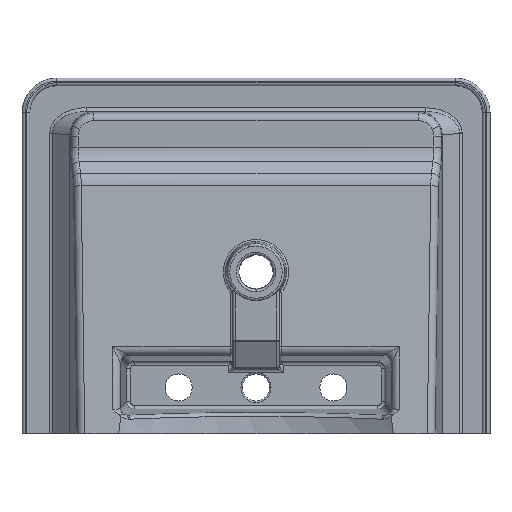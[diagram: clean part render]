
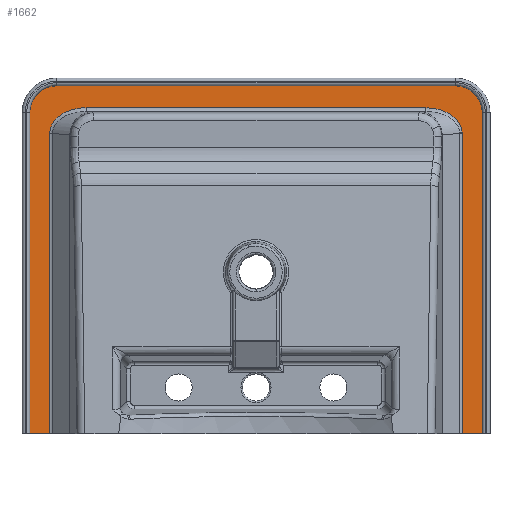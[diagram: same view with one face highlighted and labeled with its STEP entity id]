
A CAD part, front view. The second image highlights one B-rep face of the part: STEP entity #1662.
In plain terms, the highlighted planar face has unit normal (0, -1, 0).
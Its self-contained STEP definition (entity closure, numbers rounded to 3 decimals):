
#104 = AXIS2_PLACEMENT_3D ( 'NONE', #14294, #13119, #13045 ) ;
#116 = CARTESIAN_POINT ( 'NONE',  ( -257.5, -52., 220. ) ) ;
#333 = CARTESIAN_POINT ( 'NONE',  ( -219.701, -52., 191.638 ) ) ;
#758 = CARTESIAN_POINT ( 'NONE',  ( 266.571, -52., -230. ) ) ;
#925 = VERTEX_POINT ( 'NONE', #6115 ) ;
#943 = VERTEX_POINT ( 'NONE', #2720 ) ;
#964 = DIRECTION ( 'NONE',  ( 0., 0., 1. ) ) ;
#976 = VECTOR ( 'NONE', #10435, 1000. ) ;
#1063 = EDGE_CURVE ( 'NONE', #13432, #2716, #5898, .T. ) ;
#1160 = DIRECTION ( 'NONE',  ( 0., 1., 0. ) ) ;
#1220 = CARTESIAN_POINT ( 'NONE',  ( 266.501, -52., 160.259 ) ) ;
#1424 = CIRCLE ( 'NONE', #4248, 35. ) ;
#1578 = VERTEX_POINT ( 'NONE', #10983 ) ;
#1662 = ADVANCED_FACE ( 'NONE', ( #10099 ), #12361, .T. ) ;
#1960 = EDGE_CURVE ( 'NONE', #2716, #4856, #7388, .T. ) ;
#2217 = ORIENTED_EDGE ( 'NONE', *, *, #8615, .T. ) ;
#2299 = DIRECTION ( 'NONE',  ( 0., -1., 0. ) ) ;
#2303 = LINE ( 'NONE', #2443, #12180 ) ;
#2443 = CARTESIAN_POINT ( 'NONE',  ( -302.5, -52., -230. ) ) ;
#2562 = VERTEX_POINT ( 'NONE', #10513 ) ;
#2654 = VECTOR ( 'NONE', #13930, 1000. ) ;
#2656 = EDGE_LOOP ( 'NONE', ( #2217, #14426, #10959, #9821, #13561, #6614, #5582, #9300, #13782, #12507, #12406, #10854, #11564 ) ) ;
#2716 = VERTEX_POINT ( 'NONE', #2820 ) ;
#2720 = CARTESIAN_POINT ( 'NONE',  ( 266.571, -52., 158.402 ) ) ;
#2737 = CARTESIAN_POINT ( 'NONE',  ( 292.5, -52., 185. ) ) ;
#2820 = CARTESIAN_POINT ( 'NONE',  ( 257.5, -52., 220. ) ) ;
#2829 = EDGE_CURVE ( 'NONE', #943, #13725, #13853, .T. ) ;
#3167 = CARTESIAN_POINT ( 'NONE',  ( -266.571, -52., 185. ) ) ;
#3492 = CARTESIAN_POINT ( 'NONE',  ( 266.571, -52., 158.402 ) ) ;
#3905 =( BOUNDED_CURVE ( )  B_SPLINE_CURVE ( 3, ( #6403, #13231, #13081, #12054 ),
 .UNSPECIFIED., .F., .F. ) 
 B_SPLINE_CURVE_WITH_KNOTS ( ( 4, 4 ),
 ( 4.819, 6.283 ),
 .UNSPECIFIED. ) 
 CURVE ( )  GEOMETRIC_REPRESENTATION_ITEM ( )  RATIONAL_B_SPLINE_CURVE ( ( 1., 0.829, 0.829, 1. ) ) 
 REPRESENTATION_ITEM ( '' )  );
#4248 = AXIS2_PLACEMENT_3D ( 'NONE', #4690, #1160, #9321 ) ;
#4409 = EDGE_CURVE ( 'NONE', #4712, #6825, #12474, .T. ) ;
#4442 = CARTESIAN_POINT ( 'NONE',  ( -266.571, -52., 158.402 ) ) ;
#4607 = CARTESIAN_POINT ( 'NONE',  ( 266.571, -52., 159.022 ) ) ;
#4690 = CARTESIAN_POINT ( 'NONE',  ( -257.5, -52., 185. ) ) ;
#4712 = VERTEX_POINT ( 'NONE', #14450 ) ;
#4856 = VERTEX_POINT ( 'NONE', #2737 ) ;
#5042 = CARTESIAN_POINT ( 'NONE',  ( 266.571, -52., 185. ) ) ;
#5102 = LINE ( 'NONE', #12748, #10093 ) ;
#5582 = ORIENTED_EDGE ( 'NONE', *, *, #7868, .F. ) ;
#5635 = LINE ( 'NONE', #6668, #12223 ) ;
#5673 = EDGE_CURVE ( 'NONE', #1578, #13145, #2303, .T. ) ;
#5691 = DIRECTION ( 'NONE',  ( -1., 0., 0. ) ) ;
#5713 = CARTESIAN_POINT ( 'NONE',  ( 266.548, -52., 159.641 ) ) ;
#5734 = LINE ( 'NONE', #11539, #976 ) ;
#5751 = CARTESIAN_POINT ( 'NONE',  ( -257.5, -52., 185. ) ) ;
#5898 = LINE ( 'NONE', #10381, #14100 ) ;
#5979 =( BOUNDED_CURVE ( )  B_SPLINE_CURVE ( 3, ( #13788, #13643, #9168, #333 ),
 .UNSPECIFIED., .F., .F. ) 
 B_SPLINE_CURVE_WITH_KNOTS ( ( 4, 4 ),
 ( 3.088, 4.606 ),
 .UNSPECIFIED. ) 
 CURVE ( )  GEOMETRIC_REPRESENTATION_ITEM ( )  RATIONAL_B_SPLINE_CURVE ( ( 1., 0.817, 0.817, 1. ) ) 
 REPRESENTATION_ITEM ( '' )  );
#6115 = CARTESIAN_POINT ( 'NONE',  ( 266.501, -52., 160.259 ) ) ;
#6307 = VERTEX_POINT ( 'NONE', #4442 ) ;
#6403 = CARTESIAN_POINT ( 'NONE',  ( 219.701, -52., 191.638 ) ) ;
#6597 = DIRECTION ( 'NONE',  ( 0., 0., 1. ) ) ;
#6614 = ORIENTED_EDGE ( 'NONE', *, *, #2829, .T. ) ;
#6668 = CARTESIAN_POINT ( 'NONE',  ( -292.5, -52., 185. ) ) ;
#6744 = CARTESIAN_POINT ( 'NONE',  ( 244.5, -52., 191.638 ) ) ;
#6825 = VERTEX_POINT ( 'NONE', #13378 ) ;
#7078 = DIRECTION ( 'NONE',  ( 1., 0., 0. ) ) ;
#7388 = CIRCLE ( 'NONE', #104, 35. ) ;
#7502 = EDGE_CURVE ( 'NONE', #6307, #4712, #5979, .T. ) ;
#7588 = EDGE_CURVE ( 'NONE', #925, #943, #10396, .T. ) ;
#7769 = AXIS2_PLACEMENT_3D ( 'NONE', #5751, #2299, #12508 ) ;
#7868 = EDGE_CURVE ( 'NONE', #9256, #13725, #5102, .T. ) ;
#8615 = EDGE_CURVE ( 'NONE', #1578, #6307, #13248, .T. ) ;
#9168 = CARTESIAN_POINT ( 'NONE',  ( -247.45, -52., 191.638 ) ) ;
#9256 = VERTEX_POINT ( 'NONE', #10627 ) ;
#9300 = ORIENTED_EDGE ( 'NONE', *, *, #14097, .F. ) ;
#9321 = DIRECTION ( 'NONE',  ( 0., 0., -1. ) ) ;
#9364 = DIRECTION ( 'NONE',  ( -1., 0., 0. ) ) ;
#9821 = ORIENTED_EDGE ( 'NONE', *, *, #11321, .T. ) ;
#10042 = EDGE_CURVE ( 'NONE', #2562, #13432, #1424, .T. ) ;
#10093 = VECTOR ( 'NONE', #9364, 1000. ) ;
#10099 = FACE_OUTER_BOUND ( 'NONE', #2656, .T. ) ;
#10381 = CARTESIAN_POINT ( 'NONE',  ( 257.5, -52., 220. ) ) ;
#10396 =( BOUNDED_CURVE ( )  B_SPLINE_CURVE ( 3, ( #1220, #5713, #4607, #3492 ),
 .UNSPECIFIED., .F., .F. ) 
 B_SPLINE_CURVE_WITH_KNOTS ( ( 4, 4 ),
 ( 0., 0.053 ),
 .UNSPECIFIED. ) 
 CURVE ( )  GEOMETRIC_REPRESENTATION_ITEM ( )  RATIONAL_B_SPLINE_CURVE ( ( 1., 1., 1., 1. ) ) 
 REPRESENTATION_ITEM ( '' )  );
#10435 = DIRECTION ( 'NONE',  ( 0., 0., -1. ) ) ;
#10513 = CARTESIAN_POINT ( 'NONE',  ( -292.5, -52., 185. ) ) ;
#10524 = VECTOR ( 'NONE', #12399, 1000. ) ;
#10627 = CARTESIAN_POINT ( 'NONE',  ( 292.5, -52., -230. ) ) ;
#10854 = ORIENTED_EDGE ( 'NONE', *, *, #12362, .F. ) ;
#10959 = ORIENTED_EDGE ( 'NONE', *, *, #4409, .T. ) ;
#10983 = CARTESIAN_POINT ( 'NONE',  ( -266.571, -52., -230. ) ) ;
#11043 = VECTOR ( 'NONE', #964, 1000. ) ;
#11321 = EDGE_CURVE ( 'NONE', #6825, #925, #3905, .T. ) ;
#11539 = CARTESIAN_POINT ( 'NONE',  ( 292.5, -52., -230. ) ) ;
#11564 = ORIENTED_EDGE ( 'NONE', *, *, #5673, .F. ) ;
#12054 = CARTESIAN_POINT ( 'NONE',  ( 266.501, -52., 160.259 ) ) ;
#12180 = VECTOR ( 'NONE', #5691, 1000. ) ;
#12223 = VECTOR ( 'NONE', #6597, 1000. ) ;
#12361 = PLANE ( 'NONE',  #7769 ) ;
#12362 = EDGE_CURVE ( 'NONE', #13145, #2562, #5635, .T. ) ;
#12399 = DIRECTION ( 'NONE',  ( 1., 0., 0. ) ) ;
#12406 = ORIENTED_EDGE ( 'NONE', *, *, #10042, .F. ) ;
#12474 = LINE ( 'NONE', #6744, #10524 ) ;
#12507 = ORIENTED_EDGE ( 'NONE', *, *, #1063, .F. ) ;
#12508 = DIRECTION ( 'NONE',  ( 0., 0., -1. ) ) ;
#12648 = CARTESIAN_POINT ( 'NONE',  ( -292.5, -52., -230. ) ) ;
#12748 = CARTESIAN_POINT ( 'NONE',  ( -302.5, -52., -230. ) ) ;
#13045 = DIRECTION ( 'NONE',  ( 0., 0., -1. ) ) ;
#13081 = CARTESIAN_POINT ( 'NONE',  ( 265.089, -52., 179.022 ) ) ;
#13119 = DIRECTION ( 'NONE',  ( 0., 1., 0. ) ) ;
#13145 = VERTEX_POINT ( 'NONE', #12648 ) ;
#13231 = CARTESIAN_POINT ( 'NONE',  ( 246.273, -52., 191.638 ) ) ;
#13248 = LINE ( 'NONE', #3167, #11043 ) ;
#13378 = CARTESIAN_POINT ( 'NONE',  ( 219.701, -52., 191.638 ) ) ;
#13432 = VERTEX_POINT ( 'NONE', #116 ) ;
#13561 = ORIENTED_EDGE ( 'NONE', *, *, #7588, .T. ) ;
#13643 = CARTESIAN_POINT ( 'NONE',  ( -266.571, -52., 178.079 ) ) ;
#13725 = VERTEX_POINT ( 'NONE', #758 ) ;
#13782 = ORIENTED_EDGE ( 'NONE', *, *, #1960, .F. ) ;
#13788 = CARTESIAN_POINT ( 'NONE',  ( -266.571, -52., 158.402 ) ) ;
#13853 = LINE ( 'NONE', #5042, #2654 ) ;
#13930 = DIRECTION ( 'NONE',  ( 0., 0., -1. ) ) ;
#14097 = EDGE_CURVE ( 'NONE', #4856, #9256, #5734, .T. ) ;
#14100 = VECTOR ( 'NONE', #7078, 1000. ) ;
#14294 = CARTESIAN_POINT ( 'NONE',  ( 257.5, -52., 185. ) ) ;
#14426 = ORIENTED_EDGE ( 'NONE', *, *, #7502, .T. ) ;
#14450 = CARTESIAN_POINT ( 'NONE',  ( -219.701, -52., 191.638 ) ) ;
